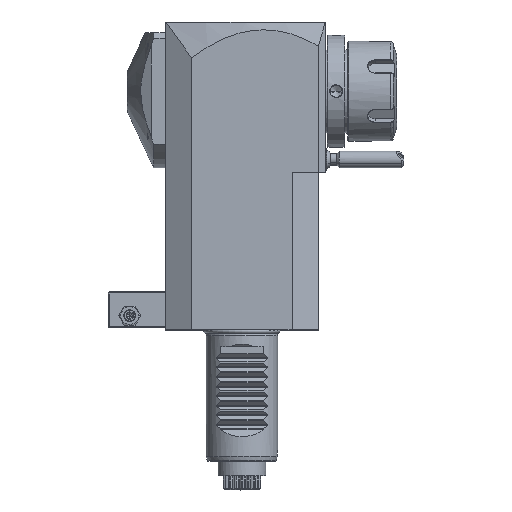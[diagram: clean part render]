
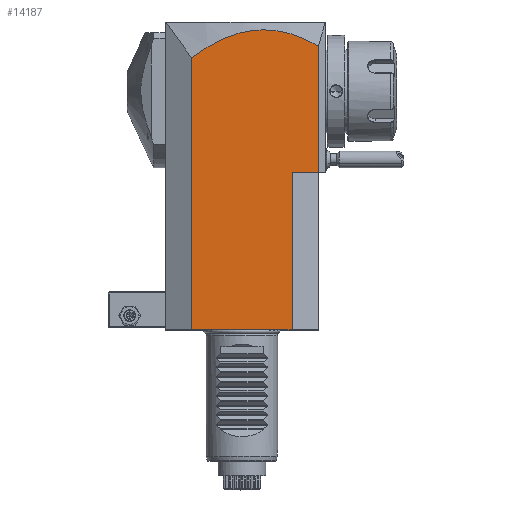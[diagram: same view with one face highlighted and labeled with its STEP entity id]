
A CAD part, top view. The second image highlights one B-rep face of the part: STEP entity #14187.
In plain terms, the highlighted planar face has unit normal (0, 0, 1).
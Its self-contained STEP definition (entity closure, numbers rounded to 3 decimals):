
#29=DIRECTION('',(-1.,0.,0.));
#30=VECTOR('',#29,42.);
#31=CARTESIAN_POINT('',(21.,0.,32.));
#32=LINE('',#31,#30);
#289=DIRECTION('',(0.,1.,0.));
#290=VECTOR('',#289,66.);
#291=CARTESIAN_POINT('',(21.,0.,32.));
#292=LINE('',#291,#290);
#301=DIRECTION('',(1.,0.,0.));
#302=VECTOR('',#301,11.);
#303=CARTESIAN_POINT('',(21.,66.,32.));
#304=LINE('',#303,#302);
#694=CARTESIAN_POINT('',(-21.,113.907,32.));
#695=CARTESIAN_POINT('',(-16.774,117.25,32.));
#696=CARTESIAN_POINT('',(-8.233,122.551,32.));
#697=CARTESIAN_POINT('',(2.677,125.613,32.));
#698=CARTESIAN_POINT('',(11.551,125.816,32.));
#699=CARTESIAN_POINT('',(18.282,124.806,32.));
#700=CARTESIAN_POINT('',(25.093,122.588,32.));
#701=CARTESIAN_POINT('',(29.688,120.266,32.));
#702=CARTESIAN_POINT('',(32.,118.883,32.));
#704=DIRECTION('',(0.,-1.,0.));
#705=VECTOR('',#704,52.883);
#706=CARTESIAN_POINT('',(32.,118.883,32.));
#707=LINE('',#706,#705);
#708=DIRECTION('',(0.,-1.,0.));
#709=VECTOR('',#708,113.907);
#710=CARTESIAN_POINT('',(-21.,113.907,32.));
#711=LINE('',#710,#709);
#12632=VERTEX_POINT('',#694);
#12633=VERTEX_POINT('',#702);
#12634=CARTESIAN_POINT('',(32.,66.,32.));
#12635=VERTEX_POINT('',#12634);
#12697=CARTESIAN_POINT('',(21.,66.,32.));
#12698=VERTEX_POINT('',#12697);
#13113=CARTESIAN_POINT('',(-21.,0.,32.));
#13115=VERTEX_POINT('',#13113);
#13125=CARTESIAN_POINT('',(21.,0.,32.));
#13127=VERTEX_POINT('',#13125);
#14173=CARTESIAN_POINT('',(-35.103,66.,32.));
#14174=DIRECTION('',(0.,0.,1.));
#14175=DIRECTION('',(1.,0.,0.));
#14176=AXIS2_PLACEMENT_3D('',#14173,#14174,#14175);
#14177=PLANE('',#14176);
#14178=ORIENTED_EDGE('',*,*,#13529,.F.);
#14179=ORIENTED_EDGE('',*,*,#13496,.T.);
#14181=ORIENTED_EDGE('',*,*,#14180,.F.);
#14182=ORIENTED_EDGE('',*,*,#14164,.T.);
#14183=ORIENTED_EDGE('',*,*,#13565,.T.);
#14184=ORIENTED_EDGE('',*,*,#13552,.F.);
#14185=EDGE_LOOP('',(#14178,#14179,#14181,#14182,#14183,#14184));
#14186=FACE_OUTER_BOUND('',#14185,.F.);
#703=B_SPLINE_CURVE_WITH_KNOTS('',3,(#694,#695,#696,#697,#698,#699,#700,#701,
#702),.UNSPECIFIED.,.F.,.F.,(4,1,1,1,1,1,4),(0.,0.25,0.5,0.625,0.75,
0.875,1.),.UNSPECIFIED.);
#13496=EDGE_CURVE('',#13127,#13115,#32,.T.);
#13529=EDGE_CURVE('',#13127,#12698,#292,.T.);
#13552=EDGE_CURVE('',#12698,#12635,#304,.T.);
#13565=EDGE_CURVE('',#12633,#12635,#707,.T.);
#14164=EDGE_CURVE('',#12632,#12633,#703,.T.);
#14180=EDGE_CURVE('',#12632,#13115,#711,.T.);
#14187=ADVANCED_FACE('',(#14186),#14177,.T.);
